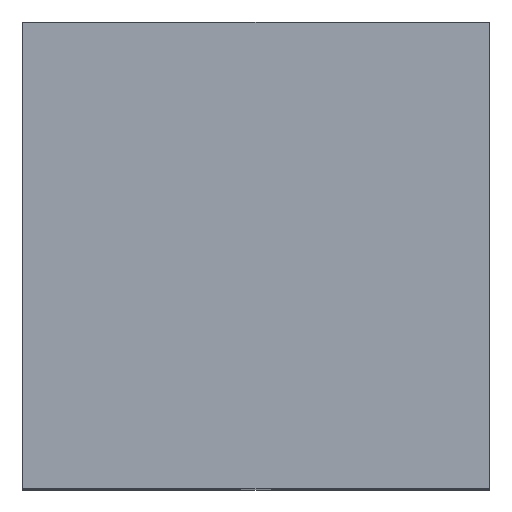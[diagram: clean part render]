
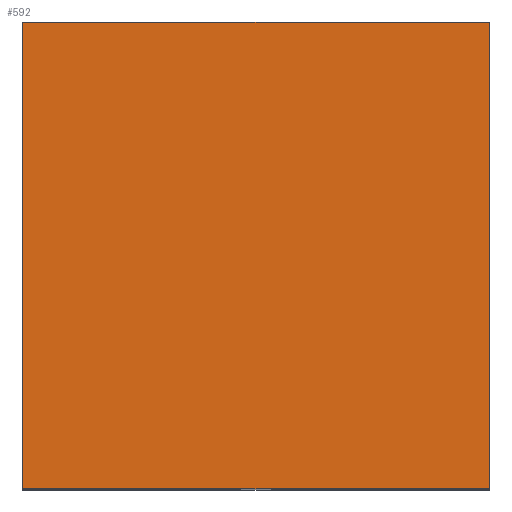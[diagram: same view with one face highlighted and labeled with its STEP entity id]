
A CAD part, top view. The second image highlights one B-rep face of the part: STEP entity #592.
In plain terms, the highlighted planar face has unit normal (0, 0, 1).
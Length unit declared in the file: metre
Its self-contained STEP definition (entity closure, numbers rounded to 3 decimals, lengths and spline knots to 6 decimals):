
#228=ORIENTED_EDGE('',*,*,#298,.F.);
#229=ORIENTED_EDGE('',*,*,#302,.T.);
#230=ORIENTED_EDGE('',*,*,#305,.T.);
#231=ORIENTED_EDGE('',*,*,#307,.F.);
#298=EDGE_CURVE('',#346,#347,#398,.T.);
#302=EDGE_CURVE('',#346,#349,#402,.T.);
#305=EDGE_CURVE('',#349,#351,#405,.T.);
#307=EDGE_CURVE('',#347,#351,#407,.T.);
#346=VERTEX_POINT('',#1004);
#347=VERTEX_POINT('',#1006);
#349=VERTEX_POINT('',#1012);
#351=VERTEX_POINT('',#1018);
#398=LINE('',#1005,#458);
#402=LINE('',#1013,#462);
#405=LINE('',#1019,#465);
#407=LINE('',#1022,#467);
#458=VECTOR('',#823,1.);
#462=VECTOR('',#829,1.);
#465=VECTOR('',#834,1.);
#467=VECTOR('',#838,1.);
#502=EDGE_LOOP('',(#228,#229,#230,#231));
#532=FACE_BOUND('',#502,.T.);
#562=PLANE('',#700);
#592=ADVANCED_FACE('',(#532),#562,.T.);
#700=AXIS2_PLACEMENT_3D('',#1023,#839,#840);
#823=DIRECTION('',(0.,1.,0.));
#829=DIRECTION('',(1.,0.,0.));
#834=DIRECTION('',(0.,1.,0.));
#838=DIRECTION('',(1.,0.,0.));
#839=DIRECTION('',(0.,0.,1.));
#840=DIRECTION('',(1.,0.,0.));
#1004=CARTESIAN_POINT('',(0.,0.,0.0127));
#1005=CARTESIAN_POINT('',(0.,0.3048,0.0127));
#1006=CARTESIAN_POINT('',(0.,0.6096,0.0127));
#1012=CARTESIAN_POINT('',(0.6096,0.,0.0127));
#1013=CARTESIAN_POINT('',(0.3048,0.,0.0127));
#1018=CARTESIAN_POINT('',(0.6096,0.6096,0.0127));
#1019=CARTESIAN_POINT('',(0.6096,0.3048,0.0127));
#1022=CARTESIAN_POINT('',(0.3048,0.6096,0.0127));
#1023=CARTESIAN_POINT('',(0.3048,0.3048,0.0127));
